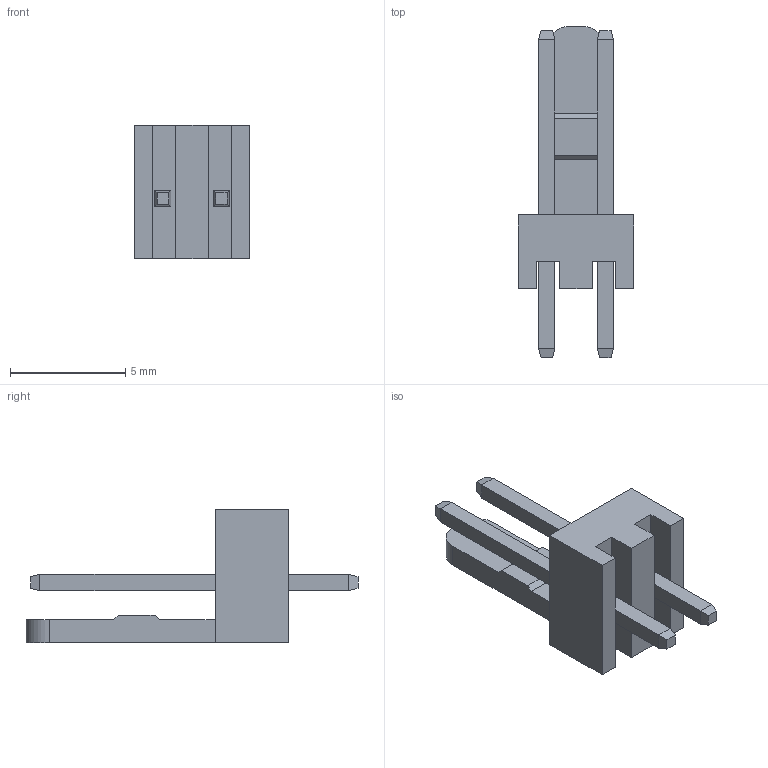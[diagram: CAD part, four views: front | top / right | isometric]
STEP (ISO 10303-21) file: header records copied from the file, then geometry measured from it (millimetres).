
FILE_DESCRIPTION (( 'STEP AP214' ), '1' );
FILE_NAME ('User Library-WF-2-1.STEP', '2014-10-28T15:11:43', ( 'Windows User' ), ( '' ), 'SwSTEP 2.0', 'SolidWorks 2014', '' );
FILE_SCHEMA (( 'AUTOMOTIVE_DESIGN' ));
Length unit declared in the file: millimetre
Products named in the file (3): User Library-WF-2-1; User Library-WF-2-1_Case WF-2___ _________; User Library-WF-2-1_Pin 2___ _________
Assembly tree (3 placements, depth 2):
  User Library-WF-2-1
    User Library-WF-2-1_Case WF-2___ _________
    User Library-WF-2-1_Pin 2___ _________  x2
Bounding box: 5 x 14.4 x 5.8 mm (x, y, z)
Volume: 113.2 mm3; surface area: 287.9 mm2
Topology: 3 solids, 3 shells, 62 faces, 146 edges, 92 vertices
Faces by surface type: plane 60, cylinder 2
Entity records: 1500 total; most frequent: CARTESIAN_POINT 248, ORIENTED_EDGE 236, DIRECTION 230, EDGE_CURVE 118, LINE 114, VECTOR 114, VERTEX_POINT 76, AXIS2_PLACEMENT_3D 58
